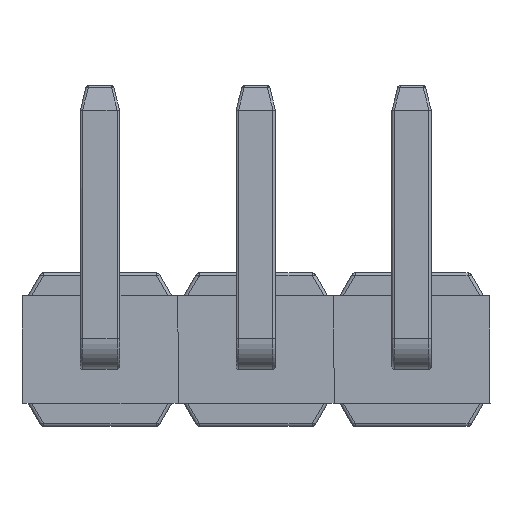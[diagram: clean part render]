
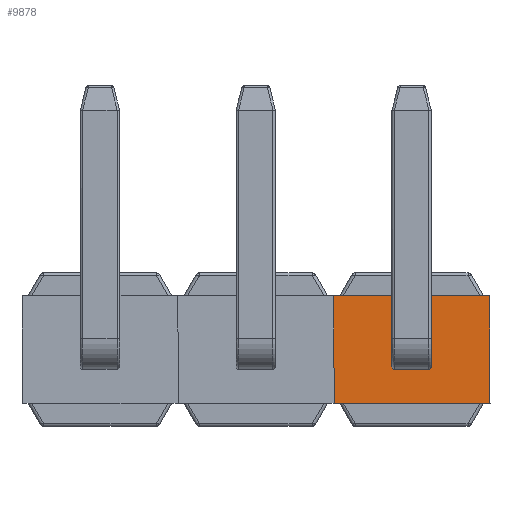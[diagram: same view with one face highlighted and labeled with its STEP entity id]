
A CAD part, front view. The second image highlights one B-rep face of the part: STEP entity #9878.
In plain terms, the highlighted planar face has unit normal (0, -1, 0).
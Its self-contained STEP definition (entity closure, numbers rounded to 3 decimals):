
#72 = CARTESIAN_POINT ( 'NONE',  ( 0.28, -0.85, 0.28 ) ) ;
#272 = CARTESIAN_POINT ( 'NONE',  ( -0.28, -0.85, -0.32 ) ) ;
#385 = EDGE_CURVE ( 'NONE', #9117, #701, #2561, .T. ) ;
#424 = CARTESIAN_POINT ( 'NONE',  ( -1.27, -0.85, 0.875 ) ) ;
#428 = EDGE_CURVE ( 'NONE', #8073, #1069, #2084, .T. ) ;
#433 = LINE ( 'NONE', #9475, #6492 ) ;
#440 = DIRECTION ( 'NONE',  ( 1., 0., 0. ) ) ;
#455 = DIRECTION ( 'NONE',  ( 0., 0., 1. ) ) ;
#476 = CIRCLE ( 'NONE', #6805, 0.04 ) ;
#590 = VERTEX_POINT ( 'NONE', #2927 ) ;
#644 = CARTESIAN_POINT ( 'NONE',  ( 1.17, -0.85, 0.875 ) ) ;
#701 = VERTEX_POINT ( 'NONE', #4297 ) ;
#760 = LINE ( 'NONE', #424, #6828 ) ;
#824 = EDGE_CURVE ( 'NONE', #9655, #2627, #433, .T. ) ;
#866 = DIRECTION ( 'NONE',  ( 0., 0., 1. ) ) ;
#885 = DIRECTION ( 'NONE',  ( -1., 0., 0. ) ) ;
#900 = VECTOR ( 'NONE', #885, 1000. ) ;
#1028 = EDGE_CURVE ( 'NONE', #5326, #7120, #4748, .T. ) ;
#1069 = VERTEX_POINT ( 'NONE', #3013 ) ;
#1118 = CARTESIAN_POINT ( 'NONE',  ( 0.28, -0.85, -0.32 ) ) ;
#1384 = AXIS2_PLACEMENT_3D ( 'NONE', #3419, #8896, #4221 ) ;
#1393 = CARTESIAN_POINT ( 'NONE',  ( 1.27, -0.85, 0.875 ) ) ;
#1670 = CARTESIAN_POINT ( 'NONE',  ( -1.27, -0.85, 0.875 ) ) ;
#1720 = VECTOR ( 'NONE', #2640, 1000. ) ;
#1834 = CARTESIAN_POINT ( 'NONE',  ( -1.27, -0.85, 0.875 ) ) ;
#1950 = VERTEX_POINT ( 'NONE', #8507 ) ;
#2002 = CARTESIAN_POINT ( 'NONE',  ( 1.277, -0.85, -0.875 ) ) ;
#2018 = DIRECTION ( 'NONE',  ( 0., 0., 1. ) ) ;
#2084 = LINE ( 'NONE', #8174, #10225 ) ;
#2125 = EDGE_CURVE ( 'NONE', #2570, #5572, #3018, .T. ) ;
#2297 = VECTOR ( 'NONE', #440, 1000. ) ;
#2372 = EDGE_CURVE ( 'NONE', #2627, #9840, #6335, .T. ) ;
#2393 = ORIENTED_EDGE ( 'NONE', *, *, #428, .T. ) ;
#2538 = CARTESIAN_POINT ( 'NONE',  ( 1.17, -0.85, -0.875 ) ) ;
#2561 = LINE ( 'NONE', #3289, #8572 ) ;
#2570 = VERTEX_POINT ( 'NONE', #644 ) ;
#2621 = AXIS2_PLACEMENT_3D ( 'NONE', #4410, #3376, #2735 ) ;
#2625 = ORIENTED_EDGE ( 'NONE', *, *, #4535, .T. ) ;
#2627 = VERTEX_POINT ( 'NONE', #3133 ) ;
#2640 = DIRECTION ( 'NONE',  ( -1., 0., 0. ) ) ;
#2735 = DIRECTION ( 'NONE',  ( 0., 0., 1. ) ) ;
#2845 = VECTOR ( 'NONE', #8660, 1000. ) ;
#2847 = EDGE_CURVE ( 'NONE', #5572, #5326, #760, .T. ) ;
#2876 = ORIENTED_EDGE ( 'NONE', *, *, #385, .T. ) ;
#2880 = CIRCLE ( 'NONE', #6071, 0.04 ) ;
#2927 = CARTESIAN_POINT ( 'NONE',  ( 1.27, -0.85, 0.875 ) ) ;
#3001 = ORIENTED_EDGE ( 'NONE', *, *, #1028, .T. ) ;
#3013 = CARTESIAN_POINT ( 'NONE',  ( -0.32, -0.85, 0.28 ) ) ;
#3018 = LINE ( 'NONE', #1670, #900 ) ;
#3133 = CARTESIAN_POINT ( 'NONE',  ( 0.32, -0.85, -0.28 ) ) ;
#3228 = ORIENTED_EDGE ( 'NONE', *, *, #2125, .T. ) ;
#3284 = EDGE_CURVE ( 'NONE', #1069, #4828, #2880, .T. ) ;
#3289 = CARTESIAN_POINT ( 'NONE',  ( 1.277, -0.85, -0.875 ) ) ;
#3311 = VECTOR ( 'NONE', #4140, 1000. ) ;
#3353 = ORIENTED_EDGE ( 'NONE', *, *, #5273, .T. ) ;
#3376 = DIRECTION ( 'NONE',  ( 0., 1., 0. ) ) ;
#3419 = CARTESIAN_POINT ( 'NONE',  ( -0.28, -0.85, -0.28 ) ) ;
#3692 = VECTOR ( 'NONE', #6709, 1000. ) ;
#3735 = CARTESIAN_POINT ( 'NONE',  ( -1.263, -0.85, -0.875 ) ) ;
#4140 = DIRECTION ( 'NONE',  ( 1., 0., 0. ) ) ;
#4153 = EDGE_CURVE ( 'NONE', #7675, #8073, #4680, .T. ) ;
#4221 = DIRECTION ( 'NONE',  ( 0., 0., 1. ) ) ;
#4222 = CARTESIAN_POINT ( 'NONE',  ( -0.28, -0.85, 0.32 ) ) ;
#4297 = CARTESIAN_POINT ( 'NONE',  ( 1.277, -0.85, -0.875 ) ) ;
#4351 = ORIENTED_EDGE ( 'NONE', *, *, #5417, .T. ) ;
#4365 = EDGE_LOOP ( 'NONE', ( #8767, #5719, #9177, #2393, #5092, #5710, #2625, #6082 ) ) ;
#4410 = CARTESIAN_POINT ( 'NONE',  ( 0.28, -0.85, -0.28 ) ) ;
#4492 = FACE_BOUND ( 'NONE', #4365, .T. ) ;
#4513 = VECTOR ( 'NONE', #7375, 1000. ) ;
#4535 = EDGE_CURVE ( 'NONE', #5364, #9655, #476, .T. ) ;
#4680 = CIRCLE ( 'NONE', #1384, 0.04 ) ;
#4748 = LINE ( 'NONE', #7336, #4513 ) ;
#4818 = ORIENTED_EDGE ( 'NONE', *, *, #2847, .T. ) ;
#4828 = VERTEX_POINT ( 'NONE', #4222 ) ;
#4902 = LINE ( 'NONE', #8815, #3311 ) ;
#4964 = EDGE_LOOP ( 'NONE', ( #3001, #4351, #3353, #2876, #6810, #7895, #3228, #4818 ) ) ;
#5092 = ORIENTED_EDGE ( 'NONE', *, *, #3284, .T. ) ;
#5200 = DIRECTION ( 'NONE',  ( 0., 1., 0. ) ) ;
#5273 = EDGE_CURVE ( 'NONE', #1950, #9117, #4902, .T. ) ;
#5326 = VERTEX_POINT ( 'NONE', #1834 ) ;
#5364 = VERTEX_POINT ( 'NONE', #8994 ) ;
#5417 = EDGE_CURVE ( 'NONE', #7120, #1950, #7849, .T. ) ;
#5572 = VERTEX_POINT ( 'NONE', #9306 ) ;
#5603 = DIRECTION ( 'NONE',  ( 0., 1., 0. ) ) ;
#5710 = ORIENTED_EDGE ( 'NONE', *, *, #9315, .T. ) ;
#5719 = ORIENTED_EDGE ( 'NONE', *, *, #7823, .T. ) ;
#5742 = LINE ( 'NONE', #5976, #2297 ) ;
#5976 = CARTESIAN_POINT ( 'NONE',  ( -0.28, -0.85, 0.32 ) ) ;
#6071 = AXIS2_PLACEMENT_3D ( 'NONE', #9963, #5200, #455 ) ;
#6082 = ORIENTED_EDGE ( 'NONE', *, *, #824, .T. ) ;
#6152 = LINE ( 'NONE', #272, #1720 ) ;
#6335 = CIRCLE ( 'NONE', #2621, 0.04 ) ;
#6427 = EDGE_CURVE ( 'NONE', #590, #2570, #9392, .T. ) ;
#6492 = VECTOR ( 'NONE', #9217, 1000. ) ;
#6709 = DIRECTION ( 'NONE',  ( 1., 0., 0. ) ) ;
#6723 = DIRECTION ( 'NONE',  ( 0., 1., 0. ) ) ;
#6805 = AXIS2_PLACEMENT_3D ( 'NONE', #72, #5603, #866 ) ;
#6810 = ORIENTED_EDGE ( 'NONE', *, *, #9418, .T. ) ;
#6828 = VECTOR ( 'NONE', #8152, 1000. ) ;
#6912 = DIRECTION ( 'NONE',  ( -0.004, 0., 1. ) ) ;
#7088 = VECTOR ( 'NONE', #6912, 1000. ) ;
#7120 = VERTEX_POINT ( 'NONE', #3735 ) ;
#7336 = CARTESIAN_POINT ( 'NONE',  ( -1.263, -0.85, -0.875 ) ) ;
#7375 = DIRECTION ( 'NONE',  ( 0.004, 0., -1. ) ) ;
#7481 = PLANE ( 'NONE',  #8942 ) ;
#7675 = VERTEX_POINT ( 'NONE', #10061 ) ;
#7823 = EDGE_CURVE ( 'NONE', #9840, #7675, #6152, .T. ) ;
#7849 = LINE ( 'NONE', #2002, #3692 ) ;
#7895 = ORIENTED_EDGE ( 'NONE', *, *, #6427, .T. ) ;
#7914 = CARTESIAN_POINT ( 'NONE',  ( 0.32, -0.85, 0.28 ) ) ;
#7966 = DIRECTION ( 'NONE',  ( 0., 0., 1. ) ) ;
#8073 = VERTEX_POINT ( 'NONE', #9565 ) ;
#8152 = DIRECTION ( 'NONE',  ( -1., 0., 0. ) ) ;
#8174 = CARTESIAN_POINT ( 'NONE',  ( -0.32, -0.85, -0.28 ) ) ;
#8507 = CARTESIAN_POINT ( 'NONE',  ( -1.17, -0.85, -0.875 ) ) ;
#8572 = VECTOR ( 'NONE', #9671, 1000. ) ;
#8660 = DIRECTION ( 'NONE',  ( -1., 0., 0. ) ) ;
#8767 = ORIENTED_EDGE ( 'NONE', *, *, #2372, .T. ) ;
#8815 = CARTESIAN_POINT ( 'NONE',  ( 1.277, -0.85, -0.875 ) ) ;
#8896 = DIRECTION ( 'NONE',  ( 0., 1., 0. ) ) ;
#8942 = AXIS2_PLACEMENT_3D ( 'NONE', #9906, #6723, #2018 ) ;
#8994 = CARTESIAN_POINT ( 'NONE',  ( 0.28, -0.85, 0.32 ) ) ;
#9117 = VERTEX_POINT ( 'NONE', #2538 ) ;
#9177 = ORIENTED_EDGE ( 'NONE', *, *, #4153, .T. ) ;
#9203 = LINE ( 'NONE', #1393, #7088 ) ;
#9217 = DIRECTION ( 'NONE',  ( 0., 0., -1. ) ) ;
#9306 = CARTESIAN_POINT ( 'NONE',  ( -1.17, -0.85, 0.875 ) ) ;
#9315 = EDGE_CURVE ( 'NONE', #4828, #5364, #5742, .T. ) ;
#9392 = LINE ( 'NONE', #10274, #2845 ) ;
#9418 = EDGE_CURVE ( 'NONE', #701, #590, #9203, .T. ) ;
#9459 = FACE_OUTER_BOUND ( 'NONE', #4964, .T. ) ;
#9475 = CARTESIAN_POINT ( 'NONE',  ( 0.32, -0.85, -0.28 ) ) ;
#9565 = CARTESIAN_POINT ( 'NONE',  ( -0.32, -0.85, -0.28 ) ) ;
#9655 = VERTEX_POINT ( 'NONE', #7914 ) ;
#9671 = DIRECTION ( 'NONE',  ( 1., 0., 0. ) ) ;
#9840 = VERTEX_POINT ( 'NONE', #1118 ) ;
#9878 = ADVANCED_FACE ( 'NONE', ( #4492, #9459 ), #7481, .F. ) ;
#9906 = CARTESIAN_POINT ( 'NONE',  ( 0., -0.85, 0. ) ) ;
#9963 = CARTESIAN_POINT ( 'NONE',  ( -0.28, -0.85, 0.28 ) ) ;
#10061 = CARTESIAN_POINT ( 'NONE',  ( -0.28, -0.85, -0.32 ) ) ;
#10225 = VECTOR ( 'NONE', #7966, 1000. ) ;
#10274 = CARTESIAN_POINT ( 'NONE',  ( -1.27, -0.85, 0.875 ) ) ;
